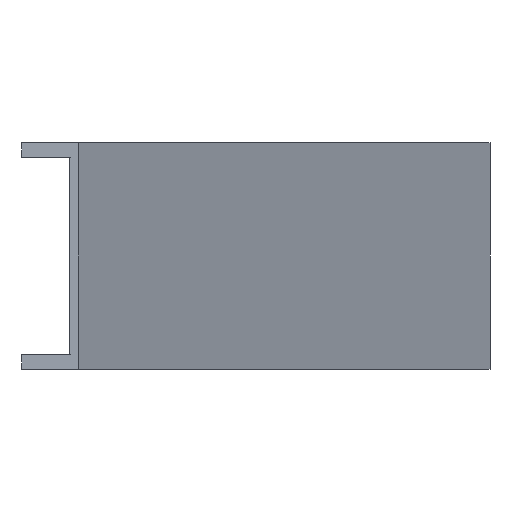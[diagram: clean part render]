
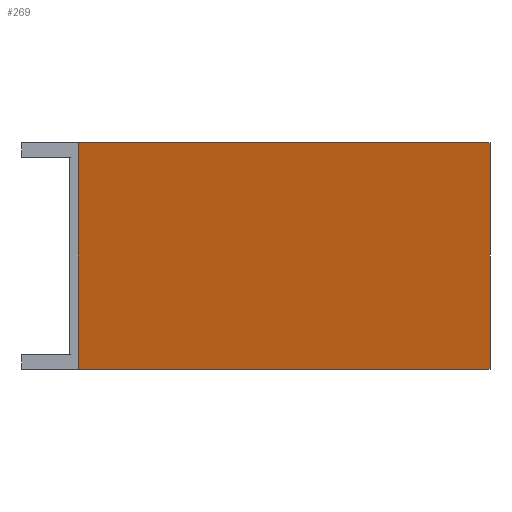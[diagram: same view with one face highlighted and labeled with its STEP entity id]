
A CAD part, left-side view. The second image highlights one B-rep face of the part: STEP entity #269.
In plain terms, the highlighted planar face has unit normal (-0.385, -0.923, 0).
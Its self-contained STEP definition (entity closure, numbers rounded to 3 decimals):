
#23=FACE_OUTER_BOUND('',#37,.T.);
#37=EDGE_LOOP('',(#215,#216,#217,#218));
#68=LINE('',#433,#104);
#69=LINE('',#435,#105);
#70=LINE('',#437,#106);
#71=LINE('',#438,#107);
#104=VECTOR('',#357,10.);
#105=VECTOR('',#358,10.);
#106=VECTOR('',#359,10.);
#107=VECTOR('',#360,10.);
#133=VERTEX_POINT('',#431);
#134=VERTEX_POINT('',#432);
#135=VERTEX_POINT('',#434);
#136=VERTEX_POINT('',#436);
#164=EDGE_CURVE('',#133,#134,#68,.T.);
#165=EDGE_CURVE('',#134,#135,#69,.T.);
#166=EDGE_CURVE('',#136,#135,#70,.T.);
#167=EDGE_CURVE('',#133,#136,#71,.T.);
#215=ORIENTED_EDGE('',*,*,#164,.T.);
#216=ORIENTED_EDGE('',*,*,#165,.T.);
#217=ORIENTED_EDGE('',*,*,#166,.F.);
#218=ORIENTED_EDGE('',*,*,#167,.F.);
#255=PLANE('',#306);
#269=ADVANCED_FACE('',(#23),#255,.T.);
#306=AXIS2_PLACEMENT_3D('',#430,#355,#356);
#355=DIRECTION('center_axis',(-0.385,-0.923,0.));
#356=DIRECTION('ref_axis',(0.923,-0.385,0.));
#357=DIRECTION('',(0.923,-0.385,0.));
#358=DIRECTION('',(0.,0.,1.));
#359=DIRECTION('',(0.923,-0.385,0.));
#360=DIRECTION('',(0.,0.,1.));
#430=CARTESIAN_POINT('Origin',(0.,73.007,0.));
#431=CARTESIAN_POINT('',(0.,73.007,0.));
#432=CARTESIAN_POINT('',(174.937,0.,0.));
#433=CARTESIAN_POINT('',(0.,73.007,0.));
#434=CARTESIAN_POINT('',(174.937,0.,40.1));
#435=CARTESIAN_POINT('',(174.937,0.,0.));
#436=CARTESIAN_POINT('',(0.,73.007,40.1));
#437=CARTESIAN_POINT('',(0.,73.007,40.1));
#438=CARTESIAN_POINT('',(0.,73.007,0.));
